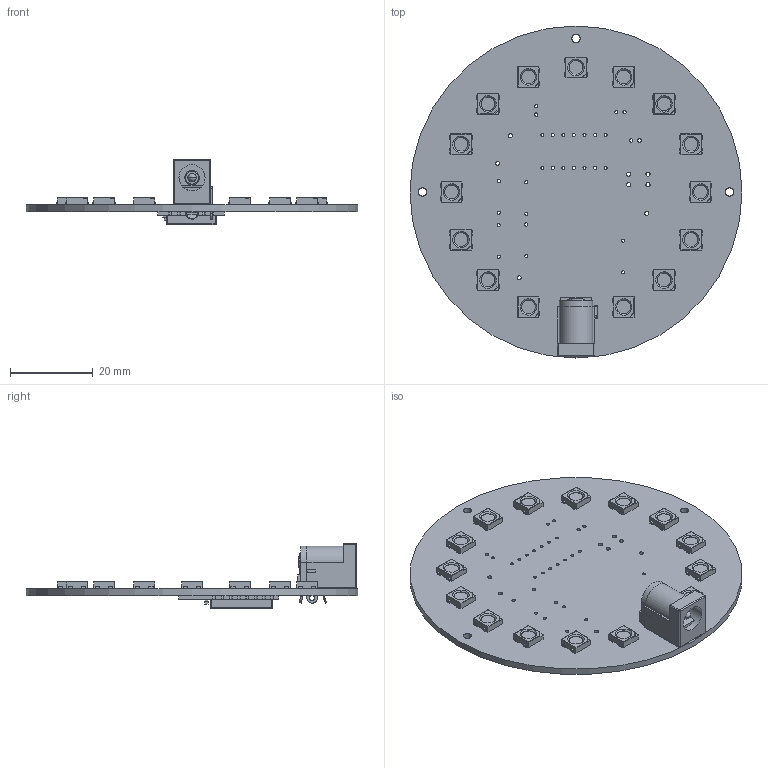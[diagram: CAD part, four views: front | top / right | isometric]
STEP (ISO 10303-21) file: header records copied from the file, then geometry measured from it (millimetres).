
FILE_DESCRIPTION(('KiCad electronic assembly'),'2;1');
FILE_NAME('Ball Lamp.step','2022-10-19T18:10:59',('Pcbnew'),('Kicad'), 'Open CASCADE STEP processor 7.6','KiCad to STEP converter','Unknown' );
FILE_SCHEMA(('AUTOMOTIVE_DESIGN { 1 0 10303 214 1 1 1 1 }'));
Length unit declared in the file: millimetre
Products named in the file (8): Ball Lamp 1; LED_SK6812_PLCC4_5.0x5.0mm_P3.2mm; SOLID; DCJ200-10-A-K1-K--3DModel-STEP-56544; COMPOUND; ESP-12E; Ball Lamp PCB
Assembly tree (21 placements, depth 3):
  Ball Lamp 1
    LED_SK6812_PLCC4_5.0x5.0mm_P3.2mm  x15
      SOLID
    DCJ200-10-A-K1-K--3DModel-STEP-56544
      COMPOUND
    ESP-12E
      COMPOUND
    Ball Lamp PCB
Bounding box: 80 x 80 x 15.9 mm (x, y, z)
Volume: 10210.9 mm3; surface area: 14900.5 mm2
Topology: 71 solids, 71 shells, 1720 faces, 4736 edges, 3110 vertices
Faces by surface type: bspline 1664, cylinder 48, plane 8
Full cylindrical faces by diameter (mm): 0.73 x14, 0.8 x16, 1 x8, 2 x3, 80 x1
Entity records: 50657 total; most frequent: CARTESIAN_POINT 20522, B_SPLINE_CURVE_WITH_KNOTS 4372, ORIENTED_EDGE 3824, PCURVE 3824, DEFINITIONAL_REPRESENTATION 3824, EDGE_CURVE 1912, SURFACE_CURVE 1836, VERTEX_POINT 1262
